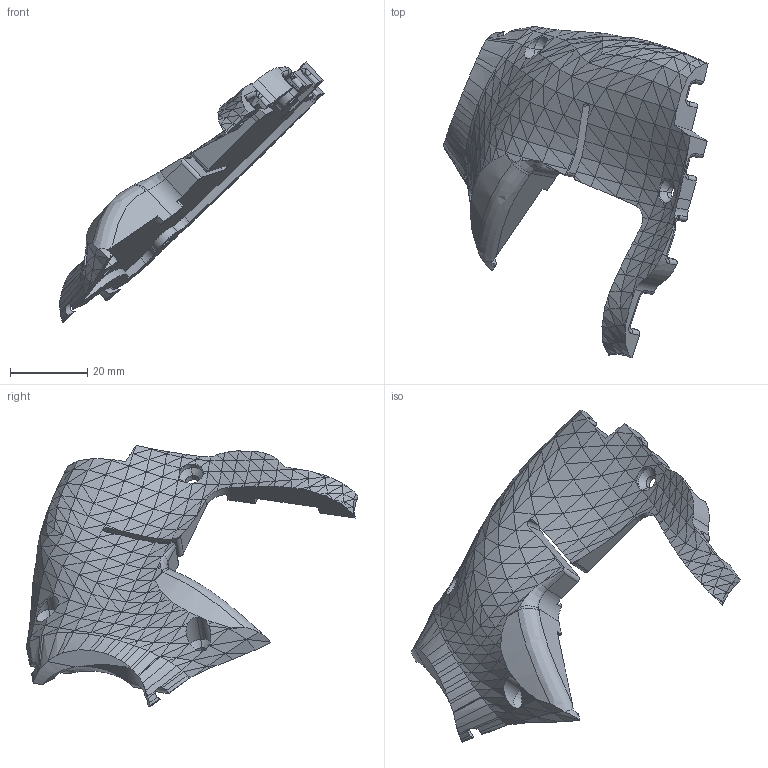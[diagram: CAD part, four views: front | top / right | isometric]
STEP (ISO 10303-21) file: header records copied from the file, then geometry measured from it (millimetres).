
FILE_DESCRIPTION((''),'2;1');
FILE_NAME('OBMP-FDH-1754','2023-10-12T13:28:39',('ccha425'),('Department of Mechanical Engineering, The University of Auckland'),'CREO PARAMETRIC BY PTC INC, 2017260','CREO PARAMETRIC BY PTC INC, 2017260','');
FILE_SCHEMA(('CONFIG_CONTROL_DESIGN'));
Length unit declared in the file: millimetre
Products named in the file (1): OBMP-FDH-1754
Bounding box: 68.47 x 85.9 x 67.59 mm (x, y, z)
Volume: 23579.2 mm3; surface area: 10663 mm2
Topology: 1 solids, 1 shells, 645 faces, 1406 edges, 760 vertices
Faces by surface type: plane 491, cylinder 76, bspline 46, torus 16, extrusion 9, cone 6, sphere 1
Entity records: 19304 total; most frequent: CARTESIAN_POINT 6013, ORIENTED_EDGE 2812, DIRECTION 2508, EDGE_CURVE 1406, VECTOR 1014, LINE 1005, VERTEX_POINT 760, AXIS2_PLACEMENT_3D 747
